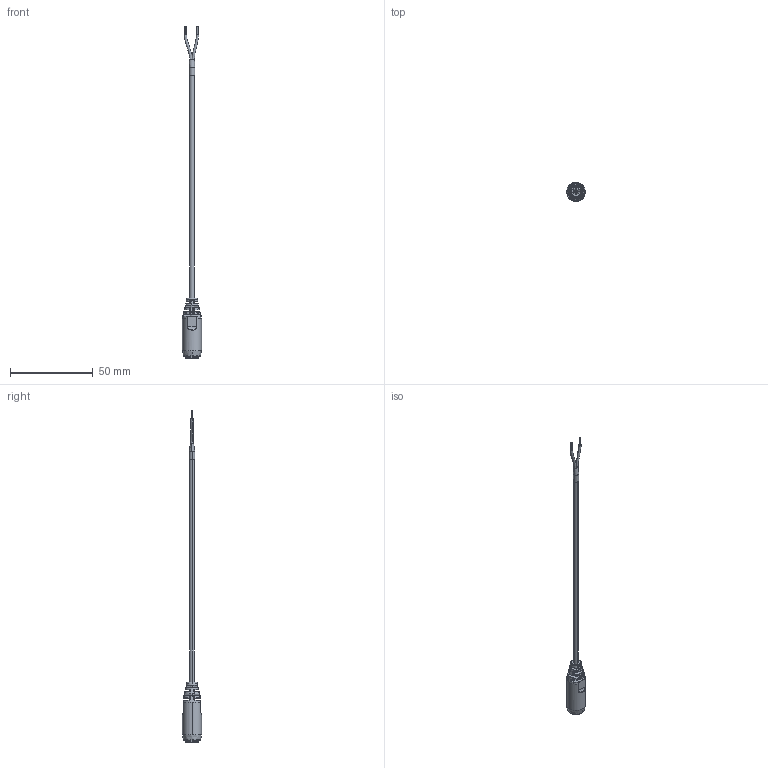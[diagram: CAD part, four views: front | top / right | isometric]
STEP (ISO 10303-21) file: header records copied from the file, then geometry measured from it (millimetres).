
FILE_DESCRIPTION (( 'STEP AP203' ), '1' );
FILE_NAME ('10-03930.STEP', '2021-04-19T22:50:28', ( '' ), ( '' ), 'SwSTEP 2.0', 'SolidWorks 2021', '' );
FILE_SCHEMA (( 'CONFIG_CONTROL_DESIGN' ));
Length unit declared in the file: millimetre
Products named in the file (8): 50-00027 insulator; 10-03930; 50-00027 pin; 50-00027 contact; 50-00027; 50-00027 shell; 30-00338_stripped and tinned; 24-00359
Assembly tree (7 placements, depth 3):
  10-03930
    30-00338_stripped and tinned
    24-00359
    50-00027
      50-00027 shell
      50-00027 insulator
      50-00027 pin
      50-00027 contact
Bounding box: 11.5 x 11.5 x 200.25 mm (x, y, z)
Volume: 3524 mm3; surface area: 12337.6 mm2
Topology: 146 solids, 146 shells, 870 faces, 1623 edges, 1043 vertices
Faces by surface type: plane 369, cylinder 358, bspline 103, torus 34, cone 6
Entity records: 26788 total; most frequent: CARTESIAN_POINT 8881, DIRECTION 3708, ORIENTED_EDGE 3242, AXIS2_PLACEMENT_3D 1624, EDGE_CURVE 1621, VERTEX_POINT 1043, EDGE_LOOP 900, FACE_OUTER_BOUND 870
